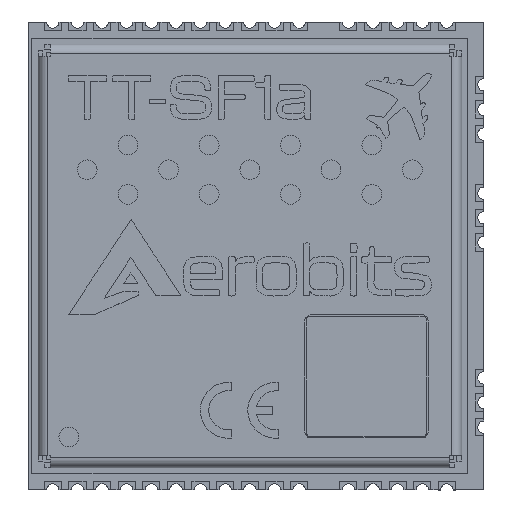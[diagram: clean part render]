
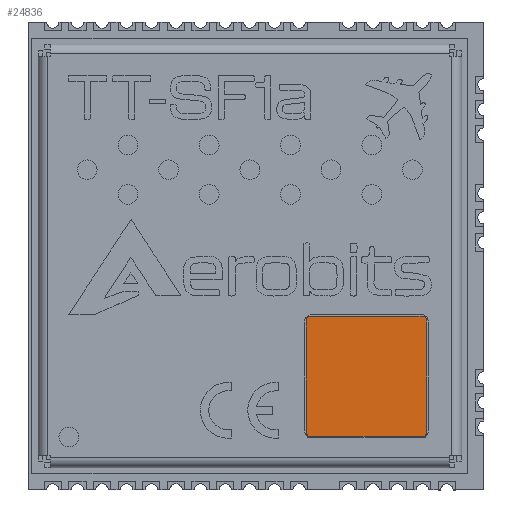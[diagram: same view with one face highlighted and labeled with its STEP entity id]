
A CAD part, top view. The second image highlights one B-rep face of the part: STEP entity #24836.
In plain terms, the highlighted face is planar.
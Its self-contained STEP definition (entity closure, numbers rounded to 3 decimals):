
#1226=PLANE('',#26723);
#2458=FACE_OUTER_BOUND('',#3760,.T.);
#3760=EDGE_LOOP('',(#23177,#23178,#23179,#23180,#23181,#23182,#23183,#23184,
#23185,#23186,#23187));
#5170=LINE('',#36505,#8106);
#5175=LINE('',#36519,#8111);
#5180=LINE('',#36537,#8116);
#5187=LINE('',#36566,#8123);
#8106=VECTOR('',#29483,10.);
#8111=VECTOR('',#29496,10.);
#8116=VECTOR('',#29515,10.);
#8123=VECTOR('',#29548,10.);
#9798=CIRCLE('',#25569,0.201);
#9800=CIRCLE('',#25573,476.604);
#9802=CIRCLE('',#25576,0.201);
#9804=CIRCLE('',#25580,0.201);
#9806=CIRCLE('',#25583,477.394);
#9808=CIRCLE('',#25586,0.206);
#9810=CIRCLE('',#25589,0.206);
#11292=VERTEX_POINT('',#36503);
#11293=VERTEX_POINT('',#36504);
#11296=VERTEX_POINT('',#36512);
#11298=VERTEX_POINT('',#36518);
#11300=VERTEX_POINT('',#36524);
#11302=VERTEX_POINT('',#36530);
#11304=VERTEX_POINT('',#36536);
#11306=VERTEX_POINT('',#36542);
#11308=VERTEX_POINT('',#36548);
#11310=VERTEX_POINT('',#36554);
#11312=VERTEX_POINT('',#36560);
#14156=EDGE_CURVE('',#11292,#11293,#5170,.T.);
#14160=EDGE_CURVE('',#11296,#11292,#9798,.T.);
#14163=EDGE_CURVE('',#11298,#11296,#5175,.T.);
#14166=EDGE_CURVE('',#11300,#11298,#9800,.T.);
#14169=EDGE_CURVE('',#11302,#11300,#9802,.T.);
#14172=EDGE_CURVE('',#11304,#11302,#5180,.T.);
#14175=EDGE_CURVE('',#11306,#11304,#9804,.T.);
#14178=EDGE_CURVE('',#11308,#11306,#9806,.T.);
#14181=EDGE_CURVE('',#11310,#11308,#9808,.T.);
#14184=EDGE_CURVE('',#11312,#11310,#9810,.T.);
#14187=EDGE_CURVE('',#11293,#11312,#5187,.T.);
#23177=ORIENTED_EDGE('',*,*,#14156,.T.);
#23178=ORIENTED_EDGE('',*,*,#14187,.T.);
#23179=ORIENTED_EDGE('',*,*,#14184,.T.);
#23180=ORIENTED_EDGE('',*,*,#14181,.T.);
#23181=ORIENTED_EDGE('',*,*,#14178,.T.);
#23182=ORIENTED_EDGE('',*,*,#14175,.T.);
#23183=ORIENTED_EDGE('',*,*,#14172,.T.);
#23184=ORIENTED_EDGE('',*,*,#14169,.T.);
#23185=ORIENTED_EDGE('',*,*,#14166,.T.);
#23186=ORIENTED_EDGE('',*,*,#14163,.T.);
#23187=ORIENTED_EDGE('',*,*,#14160,.T.);
#24836=ADVANCED_FACE('',(#2458),#1226,.T.);
#25569=AXIS2_PLACEMENT_3D('',#36513,#29489,#29490);
#25573=AXIS2_PLACEMENT_3D('',#36525,#29501,#29502);
#25576=AXIS2_PLACEMENT_3D('',#36531,#29508,#29509);
#25580=AXIS2_PLACEMENT_3D('',#36543,#29520,#29521);
#25583=AXIS2_PLACEMENT_3D('',#36549,#29527,#29528);
#25586=AXIS2_PLACEMENT_3D('',#36555,#29534,#29535);
#25589=AXIS2_PLACEMENT_3D('',#36561,#29541,#29542);
#26723=AXIS2_PLACEMENT_3D('',#40556,#33339,#33340);
#29483=DIRECTION('',(-1.,0.,0.));
#29489=DIRECTION('center_axis',(0.,0.,-1.));
#29490=DIRECTION('ref_axis',(0.991,-0.13,0.));
#29496=DIRECTION('',(-0.024,-1.,0.));
#29501=DIRECTION('center_axis',(0.,0.,-1.));
#29502=DIRECTION('ref_axis',(1.,0.005,0.));
#29508=DIRECTION('center_axis',(0.,0.,-1.));
#29509=DIRECTION('ref_axis',(0.029,1.,0.));
#29515=DIRECTION('',(1.,0.,0.));
#29520=DIRECTION('center_axis',(0.,0.,-1.));
#29521=DIRECTION('ref_axis',(-0.999,0.041,0.));
#29527=DIRECTION('center_axis',(0.,0.,-1.));
#29528=DIRECTION('ref_axis',(-1.,-0.005,0.));
#29534=DIRECTION('center_axis',(0.,0.,-1.));
#29535=DIRECTION('ref_axis',(-0.761,-0.649,0.));
#29541=DIRECTION('center_axis',(0.,0.,-1.));
#29542=DIRECTION('ref_axis',(-0.013,-1.,0.));
#29548=DIRECTION('',(-1.,0.,0.));
#33339=DIRECTION('center_axis',(0.,0.,-1.));
#33340=DIRECTION('ref_axis',(-1.,0.,0.));
#36503=CARTESIAN_POINT('',(15.597,11.041,0.));
#36504=CARTESIAN_POINT('',(14.989,11.041,0.));
#36505=CARTESIAN_POINT('',(7.796,11.038,0.));
#36512=CARTESIAN_POINT('',(15.785,11.216,0.));
#36513=CARTESIAN_POINT('Origin',(15.586,11.242,0.));
#36518=CARTESIAN_POINT('',(15.787,11.284,0.));
#36519=CARTESIAN_POINT('',(15.649,5.459,0.));
#36524=CARTESIAN_POINT('',(15.786,15.749,0.));
#36525=CARTESIAN_POINT('Origin',(-460.812,13.5,0.));
#36530=CARTESIAN_POINT('',(15.592,15.941,0.));
#36531=CARTESIAN_POINT('Origin',(15.586,15.74,0.));
#36536=CARTESIAN_POINT('',(11.081,15.941,0.));
#36537=CARTESIAN_POINT('',(5.541,15.941,0.));
#36542=CARTESIAN_POINT('',(10.887,15.749,0.));
#36543=CARTESIAN_POINT('Origin',(11.087,15.74,0.));
#36548=CARTESIAN_POINT('',(10.887,11.28,0.));
#36549=CARTESIAN_POINT('Origin',(488.275,13.5,0.));
#36554=CARTESIAN_POINT('',(10.933,11.113,0.));
#36555=CARTESIAN_POINT('Origin',(11.09,11.247,0.));
#36560=CARTESIAN_POINT('',(11.087,11.041,0.));
#36561=CARTESIAN_POINT('Origin',(11.09,11.247,0.));
#36566=CARTESIAN_POINT('',(7.494,11.041,0.));
#40556=CARTESIAN_POINT('Origin',(0.,0.,0.));
